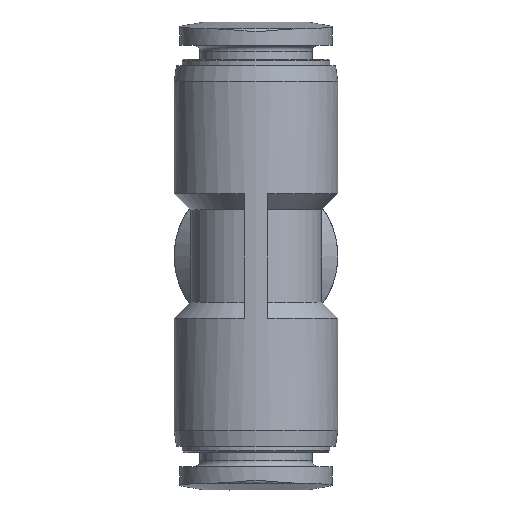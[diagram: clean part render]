
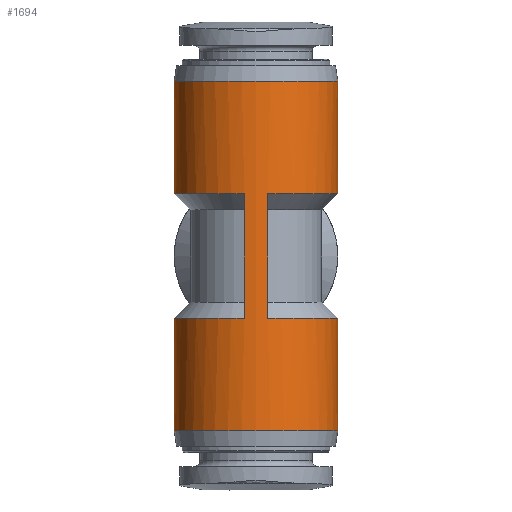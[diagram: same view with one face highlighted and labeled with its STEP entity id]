
A CAD part, left-side view. The second image highlights one B-rep face of the part: STEP entity #1694.
In plain terms, the highlighted cylindrical face has radius 5.25 mm (diameter 10.5 mm), a full revolution.
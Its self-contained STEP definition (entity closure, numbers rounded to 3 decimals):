
#74=ELLIPSE('',#1785,7.425,5.25);
#75=ELLIPSE('',#1786,7.425,5.25);
#76=ELLIPSE('',#1789,7.425,5.25);
#77=ELLIPSE('',#1790,7.425,5.25);
#82=LINE('',#2313,#104);
#83=LINE('',#2351,#105);
#104=VECTOR('',#1951,1000.);
#105=VECTOR('',#1960,1000.);
#127=B_SPLINE_CURVE_WITH_KNOTS('',3,(#2317,#2318,#2319,#2320),
 .UNSPECIFIED.,.F.,.F.,(4,4),(0.,0.001),
 .UNSPECIFIED.);
#128=B_SPLINE_CURVE_WITH_KNOTS('',3,(#2324,#2325,#2326,#2327,#2328,#2329,
#2330,#2331,#2332,#2333,#2334,#2335,#2336,#2337,#2338,#2339,#2340),
 .UNSPECIFIED.,.F.,.F.,(4,1,1,1,1,1,1,1,1,1,1,1,1,1,4),(0.002,
0.003,0.004,0.005,0.005,
0.006,0.007,0.009,0.01,
0.011,0.012,0.013,0.014,
0.015,0.015),.UNSPECIFIED.);
#129=B_SPLINE_CURVE_WITH_KNOTS('',3,(#2344,#2345,#2346,#2347),
 .UNSPECIFIED.,.F.,.F.,(4,4),(0.,0.001),
 .UNSPECIFIED.);
#130=B_SPLINE_CURVE_WITH_KNOTS('',3,(#2355,#2356,#2357,#2358),
 .UNSPECIFIED.,.F.,.F.,(4,4),(0.,0.001),
 .UNSPECIFIED.);
#131=B_SPLINE_CURVE_WITH_KNOTS('',3,(#2362,#2363,#2364,#2365,#2366,#2367,
#2368,#2369,#2370,#2371,#2372,#2373,#2374,#2375,#2376,#2377,#2378),
 .UNSPECIFIED.,.F.,.F.,(4,1,1,1,1,1,1,1,1,1,1,1,1,1,4),(0.011,
0.012,0.013,0.013,0.014,
0.015,0.016,0.018,0.019,
0.02,0.021,0.022,0.023,
0.023,0.024),.UNSPECIFIED.);
#132=B_SPLINE_CURVE_WITH_KNOTS('',3,(#2382,#2383,#2384,#2385),
 .UNSPECIFIED.,.F.,.F.,(4,4),(0.,0.001),
 .UNSPECIFIED.);
#180=ORIENTED_EDGE('',*,*,#484,.F.);
#181=ORIENTED_EDGE('',*,*,#485,.T.);
#182=ORIENTED_EDGE('',*,*,#486,.T.);
#183=ORIENTED_EDGE('',*,*,#487,.F.);
#184=ORIENTED_EDGE('',*,*,#488,.F.);
#185=ORIENTED_EDGE('',*,*,#489,.F.);
#186=ORIENTED_EDGE('',*,*,#490,.F.);
#187=ORIENTED_EDGE('',*,*,#491,.F.);
#188=ORIENTED_EDGE('',*,*,#492,.T.);
#189=ORIENTED_EDGE('',*,*,#493,.F.);
#190=ORIENTED_EDGE('',*,*,#494,.F.);
#191=ORIENTED_EDGE('',*,*,#495,.F.);
#192=ORIENTED_EDGE('',*,*,#496,.F.);
#193=ORIENTED_EDGE('',*,*,#497,.F.);
#194=ORIENTED_EDGE('',*,*,#498,.F.);
#195=ORIENTED_EDGE('',*,*,#499,.F.);
#196=ORIENTED_EDGE('',*,*,#500,.F.);
#197=ORIENTED_EDGE('',*,*,#501,.T.);
#484=EDGE_CURVE('',#636,#637,#755,.T.);
#485=EDGE_CURVE('',#636,#638,#82,.T.);
#486=EDGE_CURVE('',#638,#639,#756,.T.);
#487=EDGE_CURVE('',#640,#639,#127,.T.);
#488=EDGE_CURVE('',#641,#640,#74,.F.);
#489=EDGE_CURVE('',#642,#641,#128,.T.);
#490=EDGE_CURVE('',#643,#642,#75,.F.);
#491=EDGE_CURVE('',#644,#643,#129,.T.);
#492=EDGE_CURVE('',#644,#645,#757,.T.);
#493=EDGE_CURVE('',#646,#645,#83,.T.);
#494=EDGE_CURVE('',#647,#646,#758,.T.);
#495=EDGE_CURVE('',#648,#647,#130,.T.);
#496=EDGE_CURVE('',#649,#648,#76,.T.);
#497=EDGE_CURVE('',#650,#649,#131,.T.);
#498=EDGE_CURVE('',#651,#650,#77,.T.);
#499=EDGE_CURVE('',#637,#651,#132,.T.);
#500=EDGE_CURVE('',#652,#652,#759,.T.);
#501=EDGE_CURVE('',#653,#653,#760,.T.);
#636=VERTEX_POINT('',#2311);
#637=VERTEX_POINT('',#2312);
#638=VERTEX_POINT('',#2314);
#639=VERTEX_POINT('',#2316);
#640=VERTEX_POINT('',#2321);
#641=VERTEX_POINT('',#2323);
#642=VERTEX_POINT('',#2341);
#643=VERTEX_POINT('',#2343);
#644=VERTEX_POINT('',#2348);
#645=VERTEX_POINT('',#2350);
#646=VERTEX_POINT('',#2352);
#647=VERTEX_POINT('',#2354);
#648=VERTEX_POINT('',#2359);
#649=VERTEX_POINT('',#2361);
#650=VERTEX_POINT('',#2379);
#651=VERTEX_POINT('',#2381);
#652=VERTEX_POINT('',#2387);
#653=VERTEX_POINT('',#2389);
#755=CIRCLE('',#1783,5.25);
#756=CIRCLE('',#1784,5.25);
#757=CIRCLE('',#1787,5.25);
#758=CIRCLE('',#1788,5.25);
#759=CIRCLE('',#1791,5.25);
#760=CIRCLE('',#1792,5.25);
#827=EDGE_LOOP('',(#180,#181,#182,#183,#184,#185,#186,#187,#188,#189,#190,
#191,#192,#193,#194,#195));
#828=EDGE_LOOP('',(#196));
#829=EDGE_LOOP('',(#197));
#963=FACE_BOUND('',#827,.T.);
#964=FACE_BOUND('',#828,.T.);
#965=FACE_BOUND('',#829,.T.);
#1097=CYLINDRICAL_SURFACE('',#1782,5.25);
#1694=ADVANCED_FACE('',(#963,#964,#965),#1097,.T.);
#1782=AXIS2_PLACEMENT_3D('',#2309,#1947,#1948);
#1783=AXIS2_PLACEMENT_3D('',#2310,#1949,#1950);
#1784=AXIS2_PLACEMENT_3D('',#2315,#1952,#1953);
#1785=AXIS2_PLACEMENT_3D('',#2322,#1954,#1955);
#1786=AXIS2_PLACEMENT_3D('',#2342,#1956,#1957);
#1787=AXIS2_PLACEMENT_3D('',#2349,#1958,#1959);
#1788=AXIS2_PLACEMENT_3D('',#2353,#1961,#1962);
#1789=AXIS2_PLACEMENT_3D('',#2360,#1963,#1964);
#1790=AXIS2_PLACEMENT_3D('',#2380,#1965,#1966);
#1791=AXIS2_PLACEMENT_3D('',#2386,#1967,#1968);
#1792=AXIS2_PLACEMENT_3D('',#2388,#1969,#1970);
#1947=DIRECTION('',(0.,0.,-1.));
#1948=DIRECTION('',(-1.,0.,0.));
#1949=DIRECTION('',(0.,0.,-1.));
#1950=DIRECTION('',(-1.,0.,0.));
#1951=DIRECTION('',(0.,0.,-1.));
#1952=DIRECTION('',(0.,0.,-1.));
#1953=DIRECTION('',(-1.,0.,0.));
#1954=DIRECTION('',(-0.707,0.,-0.707));
#1955=DIRECTION('',(0.707,0.,-0.707));
#1956=DIRECTION('',(-0.707,0.,-0.707));
#1957=DIRECTION('',(0.707,0.,-0.707));
#1958=DIRECTION('',(0.,0.,-1.));
#1959=DIRECTION('',(-1.,0.,0.));
#1960=DIRECTION('',(0.,0.,-1.));
#1961=DIRECTION('',(0.,0.,-1.));
#1962=DIRECTION('',(-1.,0.,0.));
#1963=DIRECTION('',(0.707,0.,-0.707));
#1964=DIRECTION('',(-0.707,0.,-0.707));
#1965=DIRECTION('',(0.707,0.,-0.707));
#1966=DIRECTION('',(-0.707,0.,-0.707));
#1967=DIRECTION('',(0.,0.,-1.));
#1968=DIRECTION('',(-1.,0.,0.));
#1969=DIRECTION('',(0.,0.,-1.));
#1970=DIRECTION('',(-1.,0.,0.));
#2309=CARTESIAN_POINT('',(0.,0.,-15.));
#2310=CARTESIAN_POINT('',(0.,0.,4.));
#2311=CARTESIAN_POINT('',(-5.196,0.75,4.));
#2312=CARTESIAN_POINT('',(4.277,3.045,4.));
#2313=CARTESIAN_POINT('',(-5.196,0.75,4.));
#2314=CARTESIAN_POINT('',(-5.196,0.75,-4.));
#2315=CARTESIAN_POINT('',(0.,0.,-4.));
#2316=CARTESIAN_POINT('',(4.277,3.045,-4.));
#2317=CARTESIAN_POINT('',(4.5,2.704,-4.5));
#2318=CARTESIAN_POINT('',(4.426,2.827,-4.34));
#2319=CARTESIAN_POINT('',(4.351,2.94,-4.173));
#2320=CARTESIAN_POINT('',(4.277,3.045,-4.));
#2321=CARTESIAN_POINT('',(4.5,2.704,-4.5));
#2322=CARTESIAN_POINT('',(0.,0.,0.));
#2323=CARTESIAN_POINT('',(4.838,2.038,-4.838));
#2324=CARTESIAN_POINT('',(4.838,-2.038,-4.838));
#2325=CARTESIAN_POINT('',(4.737,-2.278,-4.94));
#2326=CARTESIAN_POINT('',(4.506,-2.723,-5.205));
#2327=CARTESIAN_POINT('',(4.186,-3.174,-5.873));
#2328=CARTESIAN_POINT('',(4.109,-3.268,-6.74));
#2329=CARTESIAN_POINT('',(4.345,-2.964,-7.529));
#2330=CARTESIAN_POINT('',(4.702,-2.377,-8.041));
#2331=CARTESIAN_POINT('',(5.112,-1.397,-8.419));
#2332=CARTESIAN_POINT('',(5.342,-0.002,-8.537));
#2333=CARTESIAN_POINT('',(5.113,1.393,-8.419));
#2334=CARTESIAN_POINT('',(4.703,2.374,-8.043));
#2335=CARTESIAN_POINT('',(4.346,2.962,-7.529));
#2336=CARTESIAN_POINT('',(4.11,3.266,-6.749));
#2337=CARTESIAN_POINT('',(4.185,3.176,-5.875));
#2338=CARTESIAN_POINT('',(4.506,2.723,-5.204));
#2339=CARTESIAN_POINT('',(4.737,2.279,-4.94));
#2340=CARTESIAN_POINT('',(4.838,2.038,-4.838));
#2341=CARTESIAN_POINT('',(4.838,-2.038,-4.838));
#2342=CARTESIAN_POINT('',(0.,0.,0.));
#2343=CARTESIAN_POINT('',(4.5,-2.704,-4.5));
#2344=CARTESIAN_POINT('',(4.277,-3.045,-4.));
#2345=CARTESIAN_POINT('',(4.351,-2.94,-4.173));
#2346=CARTESIAN_POINT('',(4.426,-2.827,-4.34));
#2347=CARTESIAN_POINT('',(4.5,-2.704,-4.5));
#2348=CARTESIAN_POINT('',(4.277,-3.045,-4.));
#2349=CARTESIAN_POINT('',(0.,0.,-4.));
#2350=CARTESIAN_POINT('',(-5.196,-0.75,-4.));
#2351=CARTESIAN_POINT('',(-5.196,-0.75,4.));
#2352=CARTESIAN_POINT('',(-5.196,-0.75,4.));
#2353=CARTESIAN_POINT('',(0.,0.,4.));
#2354=CARTESIAN_POINT('',(4.277,-3.045,4.));
#2355=CARTESIAN_POINT('',(4.5,-2.704,4.5));
#2356=CARTESIAN_POINT('',(4.426,-2.827,4.34));
#2357=CARTESIAN_POINT('',(4.351,-2.94,4.173));
#2358=CARTESIAN_POINT('',(4.277,-3.045,4.));
#2359=CARTESIAN_POINT('',(4.5,-2.704,4.5));
#2360=CARTESIAN_POINT('',(0.,0.,0.));
#2361=CARTESIAN_POINT('',(4.838,-2.038,4.838));
#2362=CARTESIAN_POINT('',(4.838,2.038,4.838));
#2363=CARTESIAN_POINT('',(4.738,2.277,4.939));
#2364=CARTESIAN_POINT('',(4.506,2.723,5.204));
#2365=CARTESIAN_POINT('',(4.186,3.174,5.873));
#2366=CARTESIAN_POINT('',(4.109,3.268,6.74));
#2367=CARTESIAN_POINT('',(4.346,2.964,7.529));
#2368=CARTESIAN_POINT('',(4.702,2.377,8.041));
#2369=CARTESIAN_POINT('',(5.112,1.397,8.419));
#2370=CARTESIAN_POINT('',(5.342,-0.004,8.537));
#2371=CARTESIAN_POINT('',(5.111,-1.4,8.418));
#2372=CARTESIAN_POINT('',(4.7,-2.379,8.04));
#2373=CARTESIAN_POINT('',(4.345,-2.964,7.526));
#2374=CARTESIAN_POINT('',(4.109,-3.267,6.745));
#2375=CARTESIAN_POINT('',(4.185,-3.175,5.873));
#2376=CARTESIAN_POINT('',(4.506,-2.722,5.204));
#2377=CARTESIAN_POINT('',(4.737,-2.278,4.939));
#2378=CARTESIAN_POINT('',(4.838,-2.038,4.838));
#2379=CARTESIAN_POINT('',(4.838,2.038,4.838));
#2380=CARTESIAN_POINT('',(0.,0.,0.));
#2381=CARTESIAN_POINT('',(4.5,2.704,4.5));
#2382=CARTESIAN_POINT('',(4.277,3.045,4.));
#2383=CARTESIAN_POINT('',(4.351,2.94,4.173));
#2384=CARTESIAN_POINT('',(4.426,2.827,4.34));
#2385=CARTESIAN_POINT('',(4.5,2.704,4.5));
#2386=CARTESIAN_POINT('',(0.,0.,-11.2));
#2387=CARTESIAN_POINT('',(-5.25,0.,-11.2));
#2388=CARTESIAN_POINT('',(0.,0.,11.2));
#2389=CARTESIAN_POINT('',(-5.25,0.,11.2));
